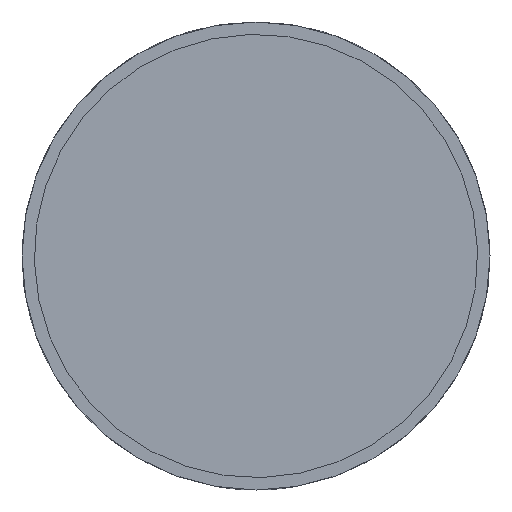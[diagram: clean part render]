
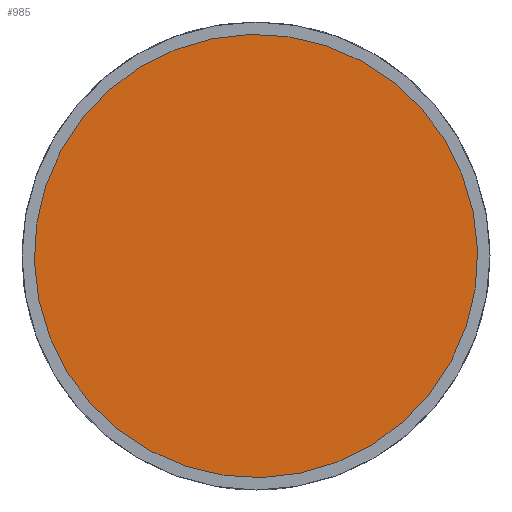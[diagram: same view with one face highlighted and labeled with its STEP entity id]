
A CAD part, front view. The second image highlights one B-rep face of the part: STEP entity #985.
In plain terms, the highlighted face is planar.
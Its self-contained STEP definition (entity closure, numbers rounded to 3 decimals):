
#12 = FACE_OUTER_BOUND ( 'NONE', #1097, .T. ) ;
#287 = AXIS2_PLACEMENT_3D ( 'NONE', #1045, #1434, #1053 ) ;
#326 = CARTESIAN_POINT ( 'NONE',  ( 0., 30., 45. ) ) ;
#373 = AXIS2_PLACEMENT_3D ( 'NONE', #906, #654, #1175 ) ;
#480 = ORIENTED_EDGE ( 'NONE', *, *, #981, .T. ) ;
#535 = PLANE ( 'NONE',  #287 ) ;
#654 = DIRECTION ( 'NONE',  ( 0., 1., 0. ) ) ;
#721 = CARTESIAN_POINT ( 'NONE',  ( 0., 30., 0. ) ) ;
#745 = EDGE_CURVE ( 'NONE', #1451, #901, #903, .T. ) ;
#901 = VERTEX_POINT ( 'NONE', #1428 ) ;
#903 = CIRCLE ( 'NONE', #957, 45. ) ;
#906 = CARTESIAN_POINT ( 'NONE',  ( 0., 30., 0. ) ) ;
#957 = AXIS2_PLACEMENT_3D ( 'NONE', #721, #1009, #1406 ) ;
#981 = EDGE_CURVE ( 'NONE', #901, #1451, #1042, .T. ) ;
#985 = ADVANCED_FACE ( 'NONE', ( #12 ), #535, .T. ) ;
#1009 = DIRECTION ( 'NONE',  ( 0., 1., 0. ) ) ;
#1042 = CIRCLE ( 'NONE', #373, 45. ) ;
#1045 = CARTESIAN_POINT ( 'NONE',  ( 0., 30., 0. ) ) ;
#1053 = DIRECTION ( 'NONE',  ( 0., 0., 1. ) ) ;
#1097 = EDGE_LOOP ( 'NONE', ( #480, #1644 ) ) ;
#1175 = DIRECTION ( 'NONE',  ( 0., 0., 1. ) ) ;
#1406 = DIRECTION ( 'NONE',  ( 0., 0., 1. ) ) ;
#1428 = CARTESIAN_POINT ( 'NONE',  ( 0., 30., -45. ) ) ;
#1434 = DIRECTION ( 'NONE',  ( 0., 1., 0. ) ) ;
#1451 = VERTEX_POINT ( 'NONE', #326 ) ;
#1644 = ORIENTED_EDGE ( 'NONE', *, *, #745, .T. ) ;
